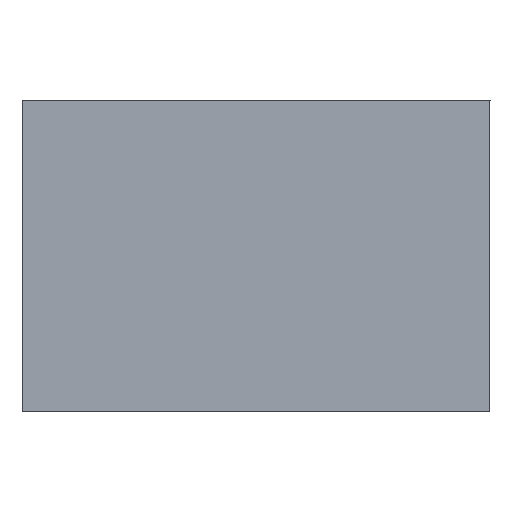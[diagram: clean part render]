
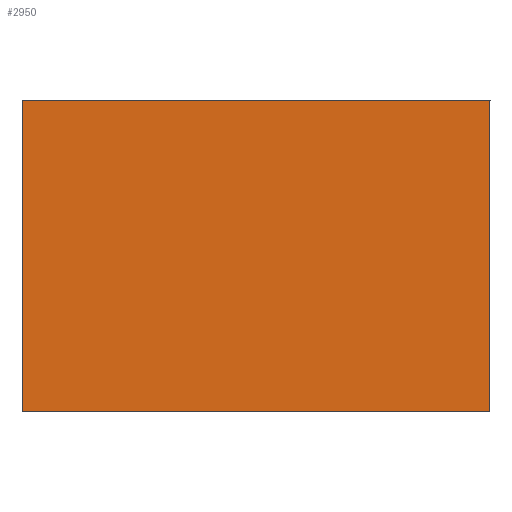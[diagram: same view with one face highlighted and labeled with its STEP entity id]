
A CAD part, left-side view. The second image highlights one B-rep face of the part: STEP entity #2950.
In plain terms, the highlighted planar face has unit normal (-1, 0, 0).
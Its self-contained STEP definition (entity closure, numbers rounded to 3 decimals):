
#177 = VERTEX_POINT ( 'NONE', #1371 ) ;
#293 = VERTEX_POINT ( 'NONE', #2574 ) ;
#316 = DIRECTION ( 'NONE',  ( 0., 0., -1. ) ) ;
#563 = AXIS2_PLACEMENT_3D ( 'NONE', #2506, #1180, #1166 ) ;
#653 = EDGE_LOOP ( 'NONE', ( #1769, #2472, #2409, #2980 ) ) ;
#669 = VERTEX_POINT ( 'NONE', #1929 ) ;
#729 = CARTESIAN_POINT ( 'NONE',  ( 0., 0., 10. ) ) ;
#768 = EDGE_CURVE ( 'NONE', #914, #293, #2849, .T. ) ;
#770 = VECTOR ( 'NONE', #1324, 1000. ) ;
#914 = VERTEX_POINT ( 'NONE', #2677 ) ;
#1126 = CARTESIAN_POINT ( 'NONE',  ( 0., 0., 10. ) ) ;
#1166 = DIRECTION ( 'NONE',  ( 0., 0., -1. ) ) ;
#1180 = DIRECTION ( 'NONE',  ( 1., 0., 0. ) ) ;
#1206 = LINE ( 'NONE', #2084, #770 ) ;
#1324 = DIRECTION ( 'NONE',  ( 0., -1., 0. ) ) ;
#1371 = CARTESIAN_POINT ( 'NONE',  ( 0., 0., 0. ) ) ;
#1492 = EDGE_CURVE ( 'NONE', #914, #669, #2518, .T. ) ;
#1581 = VECTOR ( 'NONE', #2832, 1000. ) ;
#1767 = EDGE_CURVE ( 'NONE', #293, #177, #2662, .T. ) ;
#1769 = ORIENTED_EDGE ( 'NONE', *, *, #1986, .T. ) ;
#1780 = DIRECTION ( 'NONE',  ( 0., -1., 0. ) ) ;
#1929 = CARTESIAN_POINT ( 'NONE',  ( 0., 15., 0. ) ) ;
#1986 = EDGE_CURVE ( 'NONE', #669, #177, #1206, .T. ) ;
#2084 = CARTESIAN_POINT ( 'NONE',  ( 0., 0., 0. ) ) ;
#2164 = VECTOR ( 'NONE', #1780, 1000. ) ;
#2409 = ORIENTED_EDGE ( 'NONE', *, *, #768, .F. ) ;
#2466 = FACE_OUTER_BOUND ( 'NONE', #653, .T. ) ;
#2472 = ORIENTED_EDGE ( 'NONE', *, *, #1767, .F. ) ;
#2506 = CARTESIAN_POINT ( 'NONE',  ( 0., 0., 10. ) ) ;
#2518 = LINE ( 'NONE', #3311, #1581 ) ;
#2574 = CARTESIAN_POINT ( 'NONE',  ( 0., 0., 10. ) ) ;
#2579 = VECTOR ( 'NONE', #316, 1000. ) ;
#2662 = LINE ( 'NONE', #1126, #2579 ) ;
#2677 = CARTESIAN_POINT ( 'NONE',  ( 0., 15., 10. ) ) ;
#2832 = DIRECTION ( 'NONE',  ( 0., 0., -1. ) ) ;
#2849 = LINE ( 'NONE', #729, #2164 ) ;
#2950 = ADVANCED_FACE ( 'NONE', ( #2466 ), #3049, .F. ) ;
#2980 = ORIENTED_EDGE ( 'NONE', *, *, #1492, .T. ) ;
#3049 = PLANE ( 'NONE',  #563 ) ;
#3311 = CARTESIAN_POINT ( 'NONE',  ( 0., 15., 10. ) ) ;
